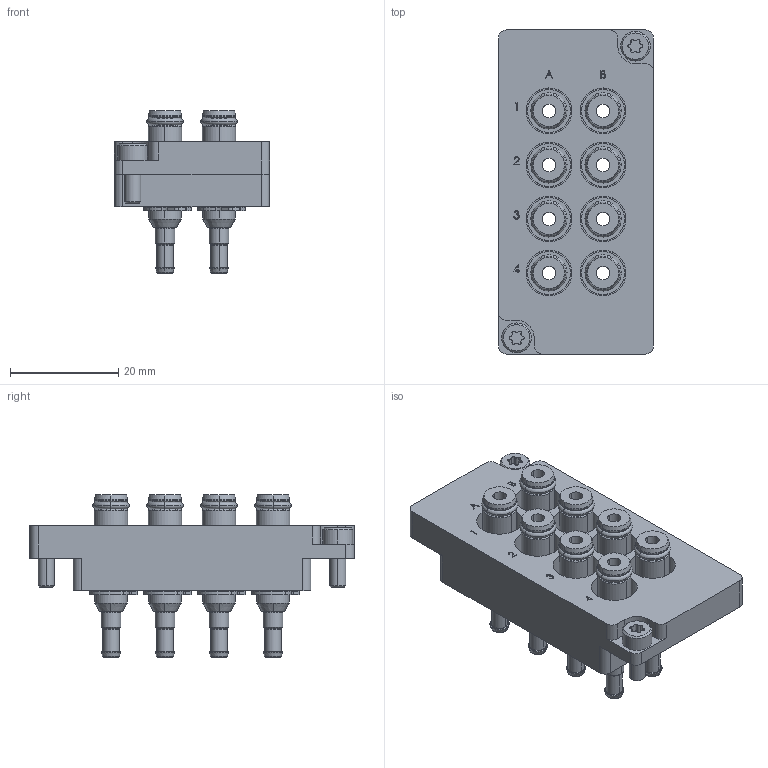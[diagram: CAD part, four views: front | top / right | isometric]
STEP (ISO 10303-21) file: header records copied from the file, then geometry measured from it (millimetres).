
FILE_DESCRIPTION (( 'STEP AP214' ), '1' );
FILE_NAME ('INGUN_27630.STEP', '2023-01-17T13:22:41', ( '' ), ( '' ), 'SwSTEP 2.0', 'SolidWorks 2021', '' );
FILE_SCHEMA (( 'AUTOMOTIVE_DESIGN' ));
Length unit declared in the file: millimetre
Products named in the file (7): 21085~0; INFO_4599~0_SBP-T_Kontaktierung-Seite<S>; 27629~5_S; DIN912~n_M03,0x008; INGUN_27630; 27629~5; 14987~0_S
Assembly tree (21 placements, depth 3):
  INGUN_27630
    27629~5_S
      27629~5
      INFO_4599~0_SBP-T_Kontaktierung-Seite<S>
    21085~0  x8
    14987~0_S  x8
    DIN912~n_M03,0x008  x2
Bounding box: 28.7 x 60 x 30 mm (x, y, z)
Volume: 18245.9 mm3; surface area: 15891.7 mm2
Topology: 33 solids, 33 shells, 869 faces, 2117 edges, 1350 vertices
Faces by surface type: cylinder 364, plane 196, bspline 157, cone 104, torus 48
Entity records: 11256 total; most frequent: CARTESIAN_POINT 3571, DIRECTION 1406, ORIENTED_EDGE 1376, EDGE_CURVE 688, AXIS2_PLACEMENT_3D 529, VERTEX_POINT 450, LINE 348, VECTOR 348
